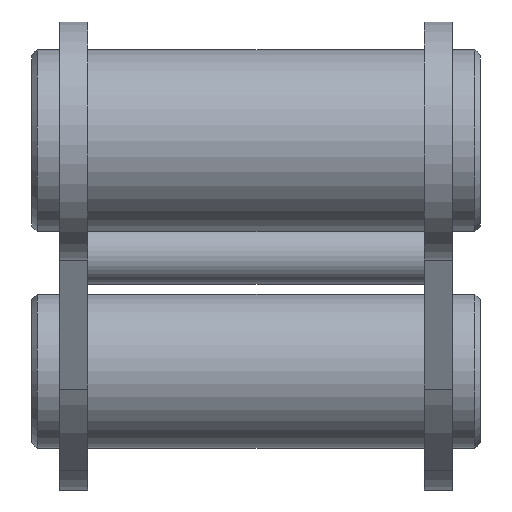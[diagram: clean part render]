
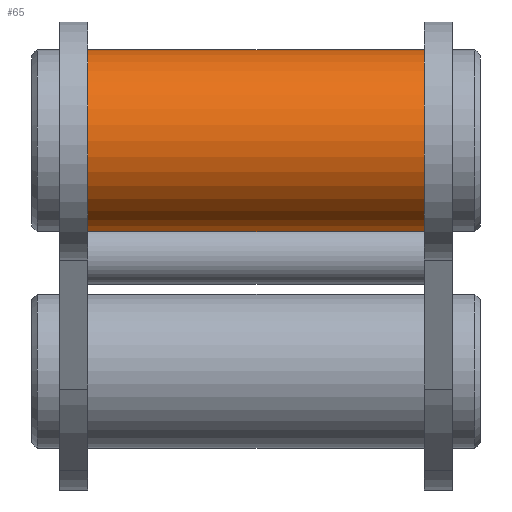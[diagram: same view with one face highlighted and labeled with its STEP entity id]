
A CAD part, top view. The second image highlights one B-rep face of the part: STEP entity #65.
In plain terms, the highlighted cylindrical face has radius 41.275 mm (diameter 82.55 mm), a full revolution.
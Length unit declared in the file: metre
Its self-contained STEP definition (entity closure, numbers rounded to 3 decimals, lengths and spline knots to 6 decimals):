
#65 = ADVANCED_FACE( '', ( #159, #160 ), #161, .T. );
#159 = FACE_OUTER_BOUND( '', #304, .T. );
#160 = FACE_OUTER_BOUND( '', #305, .T. );
#161 = CYLINDRICAL_SURFACE( '', #306, 0.041275 );
#304 = EDGE_LOOP( '', ( #450 ) );
#305 = EDGE_LOOP( '', ( #451 ) );
#306 = AXIS2_PLACEMENT_3D( '', #452, #453, #454 );
#450 = ORIENTED_EDGE( '', *, *, #732, .T. );
#451 = ORIENTED_EDGE( '', *, *, #733, .T. );
#452 = CARTESIAN_POINT( '', ( 9.746758, -2.309602, 1.376124 ) );
#453 = DIRECTION( '', ( 1., 0., 0. ) );
#454 = DIRECTION( '', ( 0., 0., 1. ) );
#732 = EDGE_CURVE( '', #845, #845, #846, .T. );
#733 = EDGE_CURVE( '', #847, #847, #848, .F. );
#845 = VERTEX_POINT( '', #1008 );
#846 = CIRCLE( '', #1009, 0.041275 );
#847 = VERTEX_POINT( '', #1010 );
#848 = CIRCLE( '', #1011, 0.041275 );
#1008 = CARTESIAN_POINT( '', ( -0.0762, -2.309602, 1.334849 ) );
#1009 = AXIS2_PLACEMENT_3D( '', #1190, #1191, #1192 );
#1010 = CARTESIAN_POINT( '', ( 0.0762, -2.309602, 1.334849 ) );
#1011 = AXIS2_PLACEMENT_3D( '', #1193, #1194, #1195 );
#1190 = CARTESIAN_POINT( '', ( -0.0762, -2.309602, 1.376124 ) );
#1191 = DIRECTION( '', ( 1., 0., 0. ) );
#1192 = DIRECTION( '', ( 0., 0., -1. ) );
#1193 = CARTESIAN_POINT( '', ( 0.0762, -2.309602, 1.376124 ) );
#1194 = DIRECTION( '', ( 1., 0., 0. ) );
#1195 = DIRECTION( '', ( 0., 0., -1. ) );
